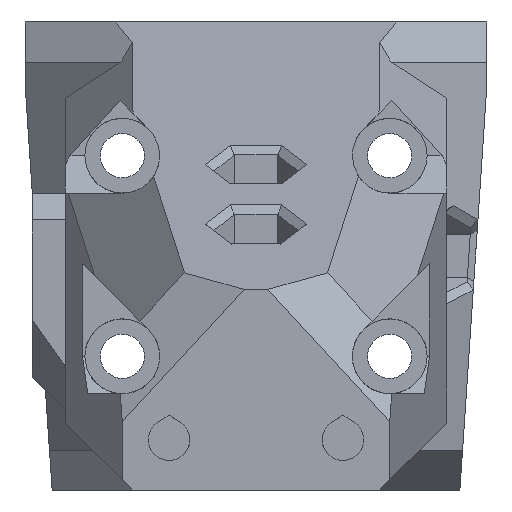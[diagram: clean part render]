
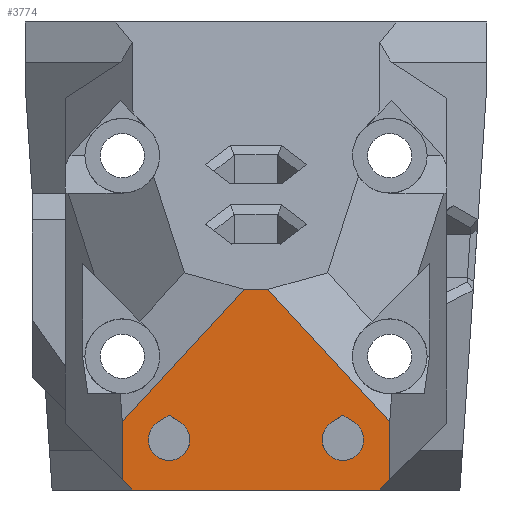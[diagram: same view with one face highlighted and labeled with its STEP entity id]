
A CAD part, front view. The second image highlights one B-rep face of the part: STEP entity #3774.
In plain terms, the highlighted planar face has unit normal (0, -1, 0).
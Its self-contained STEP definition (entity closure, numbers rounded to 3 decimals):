
#48=FACE_BOUND('',#598,.T.);
#49=FACE_BOUND('',#599,.T.);
#177=PLANE('',#4027);
#383=FACE_OUTER_BOUND('',#597,.T.);
#597=EDGE_LOOP('',(#3346,#3347,#3348,#3349,#3350,#3351,#3352,#3353));
#598=EDGE_LOOP('',(#3354,#3355,#3356));
#599=EDGE_LOOP('',(#3357,#3358,#3359));
#714=LINE('',#5506,#1179);
#873=LINE('',#5843,#1338);
#1008=LINE('',#6139,#1473);
#1024=LINE('',#6171,#1489);
#1028=LINE('',#6181,#1493);
#1059=LINE('',#6260,#1524);
#1060=LINE('',#6262,#1525);
#1061=LINE('',#6263,#1526);
#1062=LINE('',#6268,#1527);
#1063=LINE('',#6269,#1528);
#1064=LINE('',#6274,#1529);
#1065=LINE('',#6275,#1530);
#1179=VECTOR('',#4185,10.);
#1338=VECTOR('',#4460,10.);
#1473=VECTOR('',#4713,10.);
#1489=VECTOR('',#4743,10.);
#1493=VECTOR('',#4753,10.);
#1524=VECTOR('',#4854,10.);
#1525=VECTOR('',#4857,10.);
#1526=VECTOR('',#4858,10.);
#1527=VECTOR('',#4861,10.);
#1528=VECTOR('',#4862,10.);
#1529=VECTOR('',#4865,10.);
#1530=VECTOR('',#4866,10.);
#1637=CIRCLE('',#4028,1.55);
#1638=CIRCLE('',#4029,1.55);
#1706=VERTEX_POINT('',#5503);
#1707=VERTEX_POINT('',#5505);
#1826=VERTEX_POINT('',#5840);
#1827=VERTEX_POINT('',#5842);
#1928=VERTEX_POINT('',#6136);
#1929=VERTEX_POINT('',#6138);
#1938=VERTEX_POINT('',#6169);
#1941=VERTEX_POINT('',#6179);
#1955=VERTEX_POINT('',#6264);
#1956=VERTEX_POINT('',#6265);
#1957=VERTEX_POINT('',#6267);
#1958=VERTEX_POINT('',#6270);
#1959=VERTEX_POINT('',#6271);
#1960=VERTEX_POINT('',#6273);
#2072=EDGE_CURVE('',#1707,#1706,#714,.T.);
#2241=EDGE_CURVE('',#1826,#1827,#873,.T.);
#2389=EDGE_CURVE('',#1929,#1928,#1008,.T.);
#2406=EDGE_CURVE('',#1938,#1826,#1024,.T.);
#2412=EDGE_CURVE('',#1941,#1938,#1028,.T.);
#2453=EDGE_CURVE('',#1827,#1928,#1059,.T.);
#2454=EDGE_CURVE('',#1707,#1941,#1060,.T.);
#2455=EDGE_CURVE('',#1929,#1706,#1061,.T.);
#2456=EDGE_CURVE('',#1955,#1956,#1637,.T.);
#2457=EDGE_CURVE('',#1956,#1957,#1062,.T.);
#2458=EDGE_CURVE('',#1957,#1955,#1063,.T.);
#2459=EDGE_CURVE('',#1958,#1959,#1638,.T.);
#2460=EDGE_CURVE('',#1959,#1960,#1064,.T.);
#2461=EDGE_CURVE('',#1960,#1958,#1065,.T.);
#3346=ORIENTED_EDGE('',*,*,#2453,.F.);
#3347=ORIENTED_EDGE('',*,*,#2241,.F.);
#3348=ORIENTED_EDGE('',*,*,#2406,.F.);
#3349=ORIENTED_EDGE('',*,*,#2412,.F.);
#3350=ORIENTED_EDGE('',*,*,#2454,.F.);
#3351=ORIENTED_EDGE('',*,*,#2072,.T.);
#3352=ORIENTED_EDGE('',*,*,#2455,.F.);
#3353=ORIENTED_EDGE('',*,*,#2389,.T.);
#3354=ORIENTED_EDGE('',*,*,#2456,.T.);
#3355=ORIENTED_EDGE('',*,*,#2457,.T.);
#3356=ORIENTED_EDGE('',*,*,#2458,.T.);
#3357=ORIENTED_EDGE('',*,*,#2459,.T.);
#3358=ORIENTED_EDGE('',*,*,#2460,.T.);
#3359=ORIENTED_EDGE('',*,*,#2461,.T.);
#3774=ADVANCED_FACE('',(#383,#48,#49),#177,.T.);
#4027=AXIS2_PLACEMENT_3D('',#6261,#4855,#4856);
#4028=AXIS2_PLACEMENT_3D('',#6266,#4859,#4860);
#4029=AXIS2_PLACEMENT_3D('',#6272,#4863,#4864);
#4185=DIRECTION('',(1.,0.,0.));
#4460=DIRECTION('',(1.,0.,0.));
#4713=DIRECTION('',(0.,0.,1.));
#4743=DIRECTION('',(0.678,0.,0.735));
#4753=DIRECTION('',(0.,0.,1.));
#4854=DIRECTION('',(0.678,0.,-0.735));
#4855=DIRECTION('center_axis',(0.,-1.,0.));
#4856=DIRECTION('ref_axis',(1.,0.,0.));
#4857=DIRECTION('',(-0.707,0.,0.707));
#4858=DIRECTION('',(-0.707,0.,-0.707));
#4859=DIRECTION('center_axis',(0.,1.,0.));
#4860=DIRECTION('ref_axis',(1.,0.,0.));
#4861=DIRECTION('',(0.838,0.,0.546));
#4862=DIRECTION('',(0.838,0.,-0.546));
#4863=DIRECTION('center_axis',(0.,1.,0.));
#4864=DIRECTION('ref_axis',(-1.,0.,0.));
#4865=DIRECTION('',(0.838,0.,0.546));
#4866=DIRECTION('',(0.838,0.,-0.546));
#5503=CARTESIAN_POINT('',(9.25,-61.5,0.));
#5505=CARTESIAN_POINT('',(-9.25,-61.5,0.));
#5506=CARTESIAN_POINT('',(-10.,-61.5,0.));
#5840=CARTESIAN_POINT('',(-0.876,-61.5,15.));
#5842=CARTESIAN_POINT('',(0.876,-61.5,15.));
#5843=CARTESIAN_POINT('',(-5.,-61.5,15.));
#6136=CARTESIAN_POINT('',(10.,-61.5,5.114));
#6138=CARTESIAN_POINT('',(10.,-61.5,0.75));
#6139=CARTESIAN_POINT('',(10.,-61.5,0.));
#6169=CARTESIAN_POINT('',(-10.,-61.5,5.114));
#6171=CARTESIAN_POINT('',(-7.2,-61.5,8.147));
#6179=CARTESIAN_POINT('',(-10.,-61.5,0.75));
#6181=CARTESIAN_POINT('',(-10.,-61.5,0.));
#6260=CARTESIAN_POINT('',(3.628,-61.5,12.018));
#6261=CARTESIAN_POINT('Origin',(-10.,-61.5,0.));
#6262=CARTESIAN_POINT('',(-10.688,-61.5,1.438));
#6263=CARTESIAN_POINT('',(5.687,-61.5,-3.562));
#6264=CARTESIAN_POINT('',(-5.654,-61.5,5.049));
#6265=CARTESIAN_POINT('',(-7.346,-61.5,5.049));
#6266=CARTESIAN_POINT('Origin',(-6.5,-61.5,3.75));
#6267=CARTESIAN_POINT('',(-6.5,-61.5,5.6));
#6268=CARTESIAN_POINT('',(-9.432,-61.5,3.689));
#6269=CARTESIAN_POINT('',(-6.448,-61.5,5.566));
#6270=CARTESIAN_POINT('',(7.346,-61.5,5.049));
#6271=CARTESIAN_POINT('',(5.654,-61.5,5.049));
#6272=CARTESIAN_POINT('Origin',(6.5,-61.5,3.75));
#6273=CARTESIAN_POINT('',(6.5,-61.5,5.6));
#6274=CARTESIAN_POINT('',(-0.995,-61.5,0.716));
#6275=CARTESIAN_POINT('',(1.989,-61.5,8.539));
